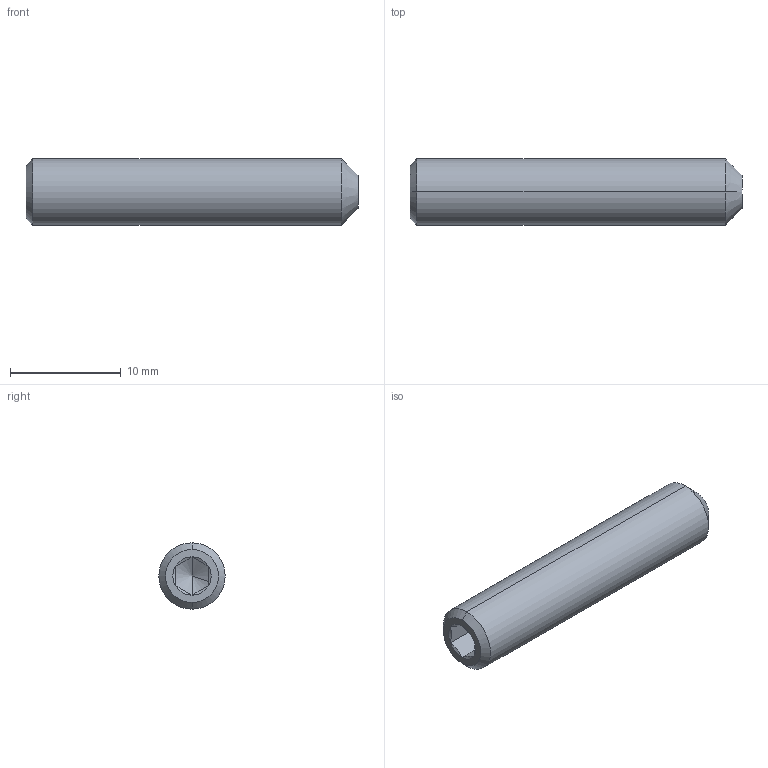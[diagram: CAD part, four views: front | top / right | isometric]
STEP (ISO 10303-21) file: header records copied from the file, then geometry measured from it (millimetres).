
FILE_DESCRIPTION(('HOOPS Exchange Step'),'2;1');
FILE_NAME('export-C3D8A1A2-6EB8-46F5-BC20-7A87A7FC182F.stp','2022-10-18T15:58:33+02:00',('User'),('Alibre'),'HOOPS Exchange 2021.0','Alibre','Unknown authorisation');
FILE_SCHEMA( ('AP242_MANAGED_MODEL_BASED_3D_ENGINEERING_MIM_LF {1 0 10303 442 1 1 4 }') );
Length unit declared in the file: millimetre
Products named in the file (1): 6089 M6x30 DIN 916 RVS A2 - Hexagon socket set screws 
Bounding box: 30 x 6 x 6 mm (x, y, z)
Volume: 794.3 mm3; surface area: 638.4 mm2
Topology: 1 solids, 1 shells, 26 faces, 54 edges, 26 vertices
Faces by surface type: cone 16, plane 8, cylinder 2
Entity records: 659 total; most frequent: DIRECTION 116, CARTESIAN_POINT 114, ORIENTED_EDGE 96, EDGE_CURVE 48, AXIS2_PLACEMENT_3D 46, EDGE_LOOP 28, FACE_BOUND 28, VERTEX_POINT 26
